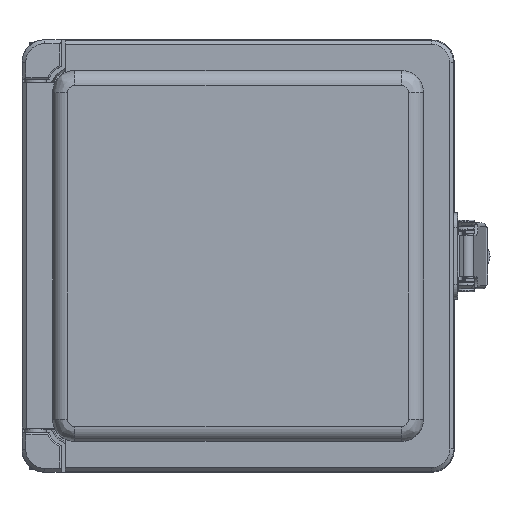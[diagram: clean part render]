
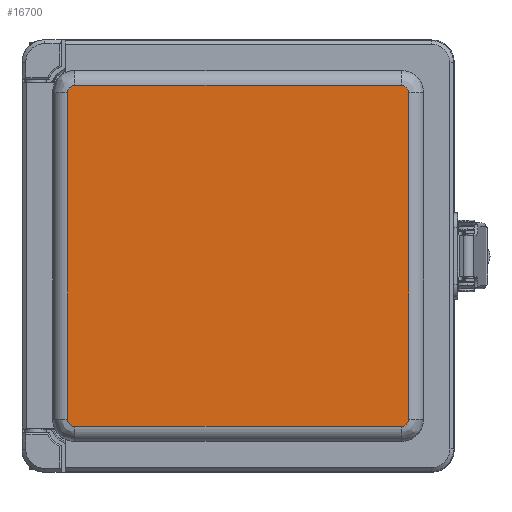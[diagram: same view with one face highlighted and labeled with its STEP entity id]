
A CAD part, top view. The second image highlights one B-rep face of the part: STEP entity #16700.
In plain terms, the highlighted planar face has unit normal (0, 0, 1).
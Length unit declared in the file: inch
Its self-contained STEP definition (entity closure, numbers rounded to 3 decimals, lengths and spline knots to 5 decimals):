
#824=PLANE($,#18520);
#1864=LINE($,#41742,#3067);
#1866=LINE($,#41777,#3069);
#1868=LINE($,#41781,#3071);
#1869=LINE($,#41812,#3072);
#3067=VECTOR($,#22992,5.45704);
#3069=VECTOR($,#23012,5.45704);
#3071=VECTOR($,#23016,5.45704);
#3072=VECTOR($,#23033,5.45704);
#4335=CIRCLE($,#18504,0.12012);
#4337=CIRCLE($,#18506,0.12012);
#4343=CIRCLE($,#18514,0.12012);
#4345=CIRCLE($,#18516,0.12012);
#5334=FACE_OUTER_BOUND($,#6494,.T.);
#6494=EDGE_LOOP($,(#14568,#14569,#14570,#14571,#14572,#14573,#14574,#14575));
#8154=VERTEX_POINT($,#41739);
#8155=VERTEX_POINT($,#41741);
#8158=VERTEX_POINT($,#41756);
#8159=VERTEX_POINT($,#41769);
#8161=VERTEX_POINT($,#41775);
#8162=VERTEX_POINT($,#41780);
#8164=VERTEX_POINT($,#41793);
#8165=VERTEX_POINT($,#41806);
#10349=EDGE_CURVE($,#8154,#8155,#1864,.T.);
#10353=EDGE_CURVE($,#8158,#8154,#4335,.T.);
#10355=EDGE_CURVE($,#8155,#8159,#4337,.T.);
#10359=EDGE_CURVE($,#8161,#8158,#1866,.T.);
#10361=EDGE_CURVE($,#8159,#8162,#1868,.T.);
#10364=EDGE_CURVE($,#8164,#8161,#4343,.T.);
#10366=EDGE_CURVE($,#8162,#8165,#4345,.T.);
#10369=EDGE_CURVE($,#8165,#8164,#1869,.T.);
#14568=ORIENTED_EDGE($,*,*,#10349,.F.);
#14569=ORIENTED_EDGE($,*,*,#10353,.F.);
#14570=ORIENTED_EDGE($,*,*,#10359,.F.);
#14571=ORIENTED_EDGE($,*,*,#10364,.F.);
#14572=ORIENTED_EDGE($,*,*,#10369,.F.);
#14573=ORIENTED_EDGE($,*,*,#10366,.F.);
#14574=ORIENTED_EDGE($,*,*,#10361,.F.);
#14575=ORIENTED_EDGE($,*,*,#10355,.F.);
#16700=ADVANCED_FACE($,(#5334),#824,.T.);
#18504=AXIS2_PLACEMENT_3D($,#41758,#22998,#22999);
#18506=AXIS2_PLACEMENT_3D($,#41770,#23002,#23003);
#18514=AXIS2_PLACEMENT_3D($,#41795,#23021,#23022);
#18516=AXIS2_PLACEMENT_3D($,#41807,#23025,#23026);
#18520=AXIS2_PLACEMENT_3D($,#41814,#23035,#23036);
#22992=DIRECTION($,(-1.,0.,0.));
#22998=DIRECTION('center_axis',(0.,0.,-1.));
#22999=DIRECTION('ref_axis',(0.707,-0.707,0.));
#23002=DIRECTION('center_axis',(0.,0.,-1.));
#23003=DIRECTION('ref_axis',(-0.707,-0.707,0.));
#23012=DIRECTION($,(0.,-1.,0.));
#23016=DIRECTION($,(0.,1.,0.));
#23021=DIRECTION('center_axis',(0.,0.,-1.));
#23022=DIRECTION('ref_axis',(0.707,0.707,0.));
#23025=DIRECTION('center_axis',(0.,0.,-1.));
#23026=DIRECTION('ref_axis',(-0.707,0.707,0.));
#23033=DIRECTION($,(1.,0.,0.));
#23035=DIRECTION('center_axis',(0.,0.,1.));
#23036=DIRECTION('ref_axis',(1.,0.,0.));
#41739=CARTESIAN_POINT('',(2.72852,-2.84863,1.));
#41741=CARTESIAN_POINT('',(-2.72852,-2.84863,1.));
#41742=CARTESIAN_POINT($,(2.72852,-2.84863,1.));
#41756=CARTESIAN_POINT('',(2.84863,-2.72852,1.));
#41758=CARTESIAN_POINT('Origin',(2.72852,-2.72852,1.));
#41769=CARTESIAN_POINT('',(-2.84863,-2.72852,1.));
#41770=CARTESIAN_POINT('Origin',(-2.72852,-2.72852,1.));
#41775=CARTESIAN_POINT('',(2.84863,2.72852,1.));
#41777=CARTESIAN_POINT($,(2.84863,2.72852,1.));
#41780=CARTESIAN_POINT('',(-2.84863,2.72852,1.));
#41781=CARTESIAN_POINT($,(-2.84863,-2.72852,1.));
#41793=CARTESIAN_POINT('',(2.72852,2.84863,1.));
#41795=CARTESIAN_POINT('Origin',(2.72852,2.72852,1.));
#41806=CARTESIAN_POINT('',(-2.72852,2.84863,1.));
#41807=CARTESIAN_POINT('Origin',(-2.72852,2.72852,1.));
#41812=CARTESIAN_POINT($,(-2.72852,2.84863,1.));
#41814=CARTESIAN_POINT('Origin',(0.,0.,1.));
